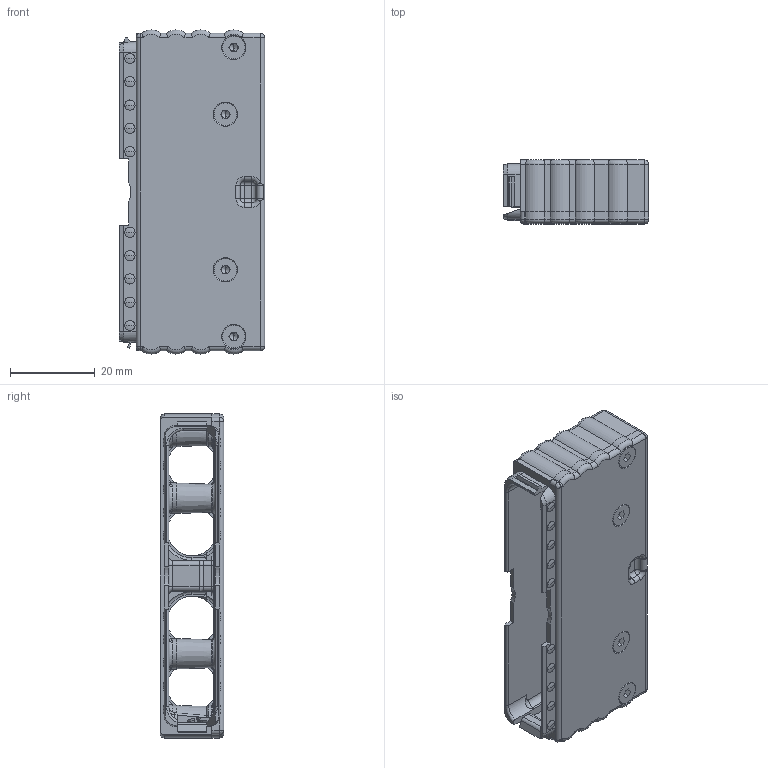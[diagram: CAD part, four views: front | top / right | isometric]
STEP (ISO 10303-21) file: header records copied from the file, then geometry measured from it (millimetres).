
FILE_DESCRIPTION((''),'2;1');
FILE_NAME('33516074028','2019-11-04T',('presta_be4'),(''),'CREO PARAMETRIC BY PTC INC, 2018360','CREO PARAMETRIC BY PTC INC, 2018360','');
FILE_SCHEMA(('CONFIG_CONTROL_DESIGN'));
Length unit declared in the file: millimetre
Products named in the file (1): 33516074028
Bounding box: 34.3 x 15.01 x 76.5 mm (x, y, z)
Volume: 13227.1 mm3; surface area: 16343.2 mm2
Topology: 1 solids, 1 shells, 1521 faces, 4049 edges, 2525 vertices
Faces by surface type: plane 736, cylinder 404, cone 119, torus 115, bspline 92, sphere 55
Entity records: 123180 total; most frequent: CARTESIAN_POINT 86577, ORIENTED_EDGE 8000, DIRECTION 7149, EDGE_CURVE 4000, VERTEX_POINT 2525, AXIS2_PLACEMENT_3D 2474, VECTOR 2201, LINE 2201
